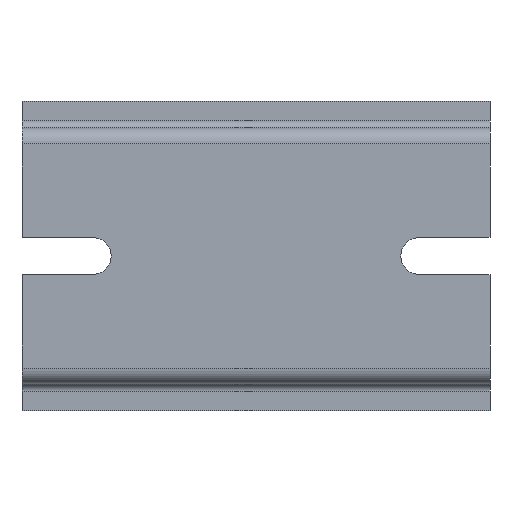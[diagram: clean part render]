
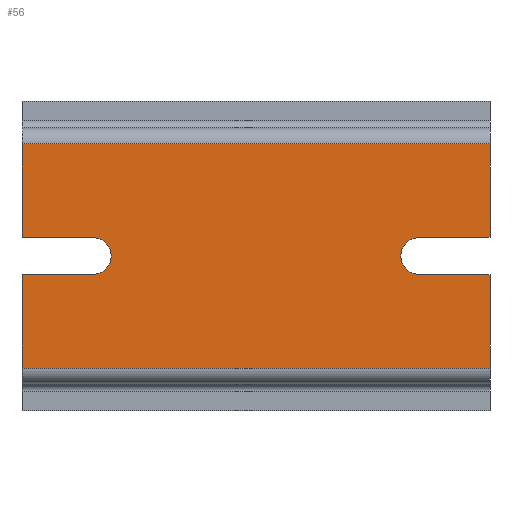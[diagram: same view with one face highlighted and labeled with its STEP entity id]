
A CAD part, front view. The second image highlights one B-rep face of the part: STEP entity #56.
In plain terms, the highlighted planar face has unit normal (0, -1, 0).
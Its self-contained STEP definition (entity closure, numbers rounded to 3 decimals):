
#3 = VERTEX_POINT ( 'NONE', #285 ) ;
#4 = EDGE_CURVE ( 'NONE', #3, #11, #284, .T. ) ;
#11 = VERTEX_POINT ( 'NONE', #268 ) ;
#56 = ADVANCED_FACE ( 'NONE', ( #189 ), #488, .F. ) ;
#83 = VERTEX_POINT ( 'NONE', #584 ) ;
#85 = EDGE_CURVE ( 'NONE', #126, #83, #583, .T. ) ;
#94 = EDGE_CURVE ( 'NONE', #123, #95, #619, .T. ) ;
#95 = VERTEX_POINT ( 'NONE', #665 ) ;
#123 = VERTEX_POINT ( 'NONE', #577 ) ;
#126 = VERTEX_POINT ( 'NONE', #572 ) ;
#167 = EDGE_LOOP ( 'NONE', ( #346, #329, #352, #396, #332, #334, #339, #348, #336, #344, #353, #354 ) ) ;
#189 = FACE_OUTER_BOUND ( 'NONE', #167, .T. ) ;
#268 = CARTESIAN_POINT ( 'NONE',  ( -26.5, -7.5, 12.7 ) ) ;
#281 = DIRECTION ( 'NONE',  ( -1., 0., 0. ) ) ;
#282 = VECTOR ( 'NONE', #281, 1000. ) ;
#283 = CARTESIAN_POINT ( 'NONE',  ( 26.5, -7.5, 12.7 ) ) ;
#284 = LINE ( 'NONE', #283, #282 ) ;
#285 = CARTESIAN_POINT ( 'NONE',  ( 26.5, -7.5, 12.7 ) ) ;
#329 = ORIENTED_EDGE ( 'NONE', *, *, #351, .T. ) ;
#330 = EDGE_CURVE ( 'NONE', #335, #331, #703, .T. ) ;
#331 = VERTEX_POINT ( 'NONE', #698 ) ;
#332 = ORIENTED_EDGE ( 'NONE', *, *, #333, .F. ) ;
#333 = EDGE_CURVE ( 'NONE', #3, #347, #697, .T. ) ;
#334 = ORIENTED_EDGE ( 'NONE', *, *, #4, .T. ) ;
#335 = VERTEX_POINT ( 'NONE', #693 ) ;
#336 = ORIENTED_EDGE ( 'NONE', *, *, #337, .T. ) ;
#337 = EDGE_CURVE ( 'NONE', #350, #338, #883, .T. ) ;
#338 = VERTEX_POINT ( 'NONE', #878 ) ;
#339 = ORIENTED_EDGE ( 'NONE', *, *, #340, .T. ) ;
#340 = EDGE_CURVE ( 'NONE', #11, #341, #877, .T. ) ;
#341 = VERTEX_POINT ( 'NONE', #873 ) ;
#344 = ORIENTED_EDGE ( 'NONE', *, *, #345, .T. ) ;
#345 = EDGE_CURVE ( 'NONE', #338, #126, #848, .T. ) ;
#346 = ORIENTED_EDGE ( 'NONE', *, *, #94, .F. ) ;
#347 = VERTEX_POINT ( 'NONE', #844 ) ;
#348 = ORIENTED_EDGE ( 'NONE', *, *, #349, .T. ) ;
#349 = EDGE_CURVE ( 'NONE', #341, #350, #839, .T. ) ;
#350 = VERTEX_POINT ( 'NONE', #835 ) ;
#351 = EDGE_CURVE ( 'NONE', #123, #335, #834, .T. ) ;
#352 = ORIENTED_EDGE ( 'NONE', *, *, #330, .T. ) ;
#353 = ORIENTED_EDGE ( 'NONE', *, *, #85, .T. ) ;
#354 = ORIENTED_EDGE ( 'NONE', *, *, #355, .F. ) ;
#355 = EDGE_CURVE ( 'NONE', #95, #83, #826, .T. ) ;
#396 = ORIENTED_EDGE ( 'NONE', *, *, #397, .T. ) ;
#397 = EDGE_CURVE ( 'NONE', #331, #347, #770, .T. ) ;
#487 = DIRECTION ( 'NONE',  ( 0., 1., 0. ) ) ;
#488 = PLANE ( 'NONE',  #614 ) ;
#536 = CARTESIAN_POINT ( 'NONE',  ( 26.5, -7.5, 12.7 ) ) ;
#537 = DIRECTION ( 'NONE',  ( 0., 0., 1. ) ) ;
#572 = CARTESIAN_POINT ( 'NONE',  ( -26.5, -7.5, -2.1 ) ) ;
#577 = CARTESIAN_POINT ( 'NONE',  ( 26.5, -7.5, -2.1 ) ) ;
#580 = DIRECTION ( 'NONE',  ( 0., 0., -1. ) ) ;
#581 = VECTOR ( 'NONE', #580, 1000. ) ;
#582 = CARTESIAN_POINT ( 'NONE',  ( -26.5, -7.5, 12.7 ) ) ;
#583 = LINE ( 'NONE', #582, #581 ) ;
#584 = CARTESIAN_POINT ( 'NONE',  ( -26.5, -7.5, -12.7 ) ) ;
#614 = AXIS2_PLACEMENT_3D ( 'NONE', #536, #487, #537 ) ;
#619 = LINE ( 'NONE', #668, #667 ) ;
#665 = CARTESIAN_POINT ( 'NONE',  ( 26.5, -7.5, -12.7 ) ) ;
#666 = DIRECTION ( 'NONE',  ( 0., 0., -1. ) ) ;
#667 = VECTOR ( 'NONE', #666, 1000. ) ;
#668 = CARTESIAN_POINT ( 'NONE',  ( 26.5, -7.5, 12.7 ) ) ;
#693 = CARTESIAN_POINT ( 'NONE',  ( 18.5, -7.5, -2.1 ) ) ;
#694 = DIRECTION ( 'NONE',  ( 0., 0., -1. ) ) ;
#695 = VECTOR ( 'NONE', #694, 1000. ) ;
#696 = CARTESIAN_POINT ( 'NONE',  ( 26.5, -7.5, 12.7 ) ) ;
#697 = LINE ( 'NONE', #696, #695 ) ;
#698 = CARTESIAN_POINT ( 'NONE',  ( 18.5, -7.5, 2.1 ) ) ;
#699 = DIRECTION ( 'NONE',  ( 0., 0., 1. ) ) ;
#700 = DIRECTION ( 'NONE',  ( 0., 1., 0. ) ) ;
#701 = CARTESIAN_POINT ( 'NONE',  ( 18.5, -7.5, 0. ) ) ;
#702 = AXIS2_PLACEMENT_3D ( 'NONE', #701, #700, #699 ) ;
#703 = CIRCLE ( 'NONE', #702, 2.1 ) ;
#747 = DIRECTION ( 'NONE',  ( 1., 0., 0. ) ) ;
#748 = VECTOR ( 'NONE', #747, 1000. ) ;
#749 = CARTESIAN_POINT ( 'NONE',  ( 18.5, -7.5, 2.1 ) ) ;
#770 = LINE ( 'NONE', #749, #748 ) ;
#823 = DIRECTION ( 'NONE',  ( -1., 0., 0. ) ) ;
#824 = VECTOR ( 'NONE', #823, 1000. ) ;
#825 = CARTESIAN_POINT ( 'NONE',  ( 26.5, -7.5, -12.7 ) ) ;
#826 = LINE ( 'NONE', #825, #824 ) ;
#831 = DIRECTION ( 'NONE',  ( -1., 0., 0. ) ) ;
#832 = VECTOR ( 'NONE', #831, 1000. ) ;
#833 = CARTESIAN_POINT ( 'NONE',  ( 26.5, -7.5, -2.1 ) ) ;
#834 = LINE ( 'NONE', #833, #832 ) ;
#835 = CARTESIAN_POINT ( 'NONE',  ( -18.5, -7.5, 2.1 ) ) ;
#836 = DIRECTION ( 'NONE',  ( 1., 0., 0. ) ) ;
#837 = VECTOR ( 'NONE', #836, 1000. ) ;
#838 = CARTESIAN_POINT ( 'NONE',  ( -18.5, -7.5, 2.1 ) ) ;
#839 = LINE ( 'NONE', #838, #837 ) ;
#844 = CARTESIAN_POINT ( 'NONE',  ( 26.5, -7.5, 2.1 ) ) ;
#845 = DIRECTION ( 'NONE',  ( -1., 0., 0. ) ) ;
#846 = VECTOR ( 'NONE', #845, 1000. ) ;
#847 = CARTESIAN_POINT ( 'NONE',  ( -26.5, -7.5, -2.1 ) ) ;
#848 = LINE ( 'NONE', #847, #846 ) ;
#873 = CARTESIAN_POINT ( 'NONE',  ( -26.5, -7.5, 2.1 ) ) ;
#874 = DIRECTION ( 'NONE',  ( 0., 0., -1. ) ) ;
#875 = VECTOR ( 'NONE', #874, 1000. ) ;
#876 = CARTESIAN_POINT ( 'NONE',  ( -26.5, -7.5, 12.7 ) ) ;
#877 = LINE ( 'NONE', #876, #875 ) ;
#878 = CARTESIAN_POINT ( 'NONE',  ( -18.5, -7.5, -2.1 ) ) ;
#879 = DIRECTION ( 'NONE',  ( 0., 0., -1. ) ) ;
#880 = DIRECTION ( 'NONE',  ( 0., 1., 0. ) ) ;
#881 = CARTESIAN_POINT ( 'NONE',  ( -18.5, -7.5, 0. ) ) ;
#882 = AXIS2_PLACEMENT_3D ( 'NONE', #881, #880, #879 ) ;
#883 = CIRCLE ( 'NONE', #882, 2.1 ) ;
